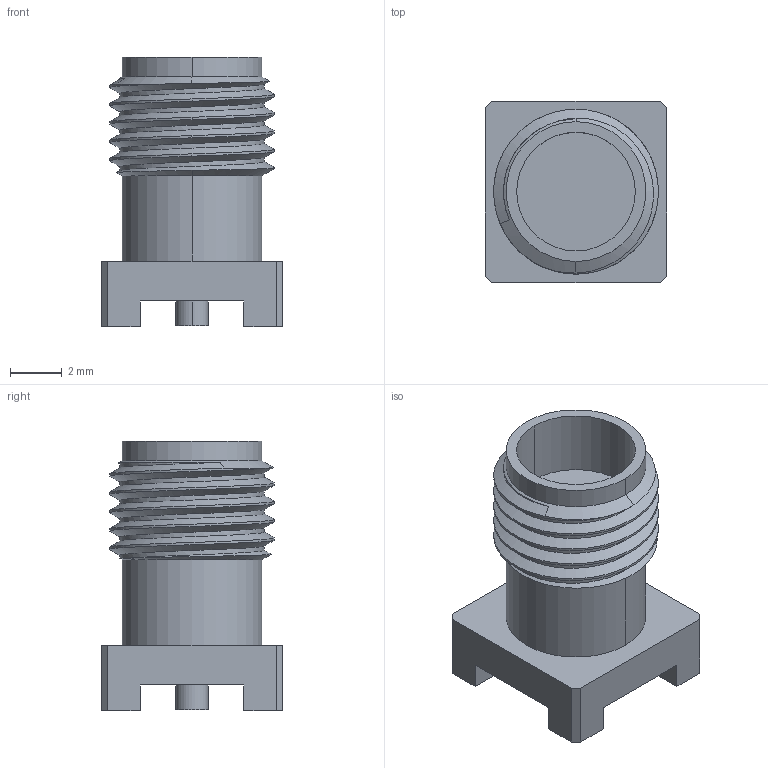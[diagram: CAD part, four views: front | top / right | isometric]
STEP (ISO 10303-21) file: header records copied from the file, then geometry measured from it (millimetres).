
FILE_DESCRIPTION((''),'2;1');
FILE_NAME('C-CONSMA001-SMD-G-T','2024-02-22T02:46:39',('workeradm'),('TE Connectivity Ltd.'),'CREO PARAMETRIC BY PTC INC, 2021072','CREO PARAMETRIC BY PTC INC, 2021072','');
FILE_SCHEMA(('AUTOMOTIVE_DESIGN { 1 0 10303 214 1 1 1 1 }'));
Length unit declared in the file: millimetre
Products named in the file (1): C-CONSMA001-SMD-G-T
Bounding box: 7 x 7 x 10.4 mm (x, y, z)
Volume: 240 mm3; surface area: 388.9 mm2
Topology: 1 solids, 1 shells, 50 faces, 134 edges, 89 vertices
Faces by surface type: plane 25, cylinder 18, cone 4, bspline 3
Entity records: 5455 total; most frequent: CARTESIAN_POINT 4072, ORIENTED_EDGE 268, DIRECTION 219, EDGE_CURVE 134, COLOUR_RGB 126, VERTEX_POINT 89, VECTOR 83, LINE 83
